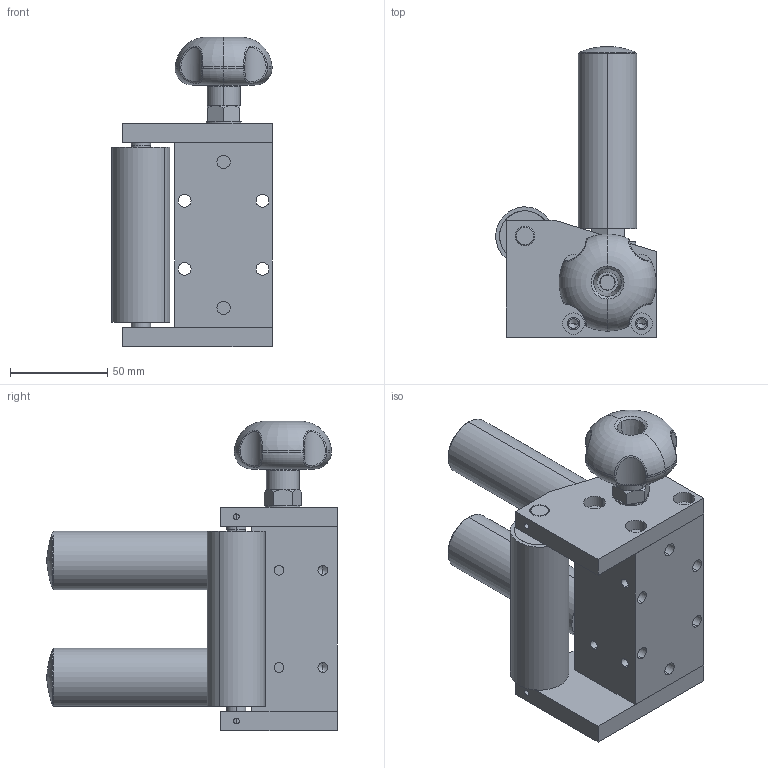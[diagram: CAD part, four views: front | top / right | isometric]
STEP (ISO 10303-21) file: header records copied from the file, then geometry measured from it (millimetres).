
FILE_DESCRIPTION (( 'STEP AP203' ), '1' );
FILE_NAME ('3-400282-02_1297.STEP', '2017-03-23T14:05:53', ( '' ), ( '' ), 'SwSTEP 2.0', 'SolidWorks 2017', '' );
FILE_SCHEMA (( 'CONFIG_CONTROL_DESIGN' ));
Length unit declared in the file: millimetre
Products named in the file (1): 3-400282-02_1297
Bounding box: 82.46 x 149.5 x 159.08 mm (x, y, z)
Volume: 388392.7 mm3; surface area: 157913.3 mm2
Topology: 21 solids, 21 shells, 469 faces, 1091 edges, 686 vertices
Faces by surface type: cylinder 231, plane 144, cone 68, bspline 12, torus 10, sphere 4
Entity records: 15704 total; most frequent: CARTESIAN_POINT 4679, DIRECTION 2401, ORIENTED_EDGE 2134, EDGE_CURVE 1067, AXIS2_PLACEMENT_3D 960, VERTEX_POINT 686, EDGE_LOOP 591, CIRCLE 502
